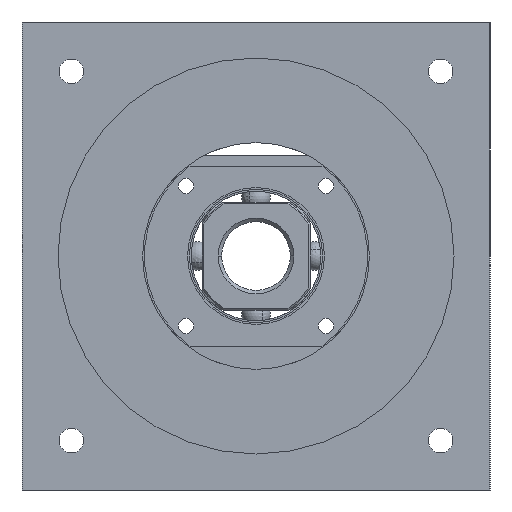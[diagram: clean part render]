
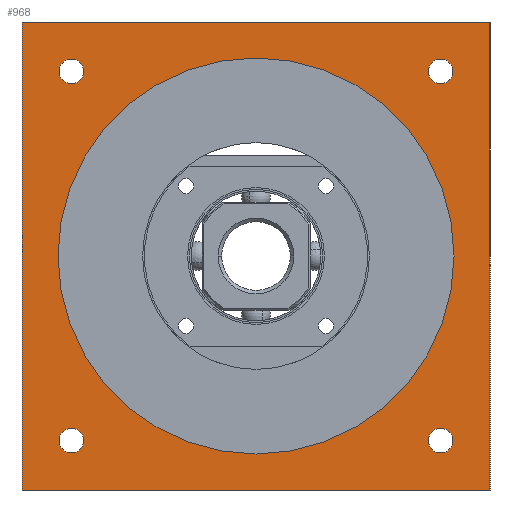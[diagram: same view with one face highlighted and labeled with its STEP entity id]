
A CAD part, left-side view. The second image highlights one B-rep face of the part: STEP entity #968.
In plain terms, the highlighted planar face has unit normal (-1, 0, 0).
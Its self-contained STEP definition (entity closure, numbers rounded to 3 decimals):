
#559=CARTESIAN_POINT('Vertex',(0.,65.,65.)) ;
#564=CARTESIAN_POINT('Line Origine',(0.,0.,65.)) ;
#568=CARTESIAN_POINT('Vertex',(0.,-65.,65.)) ;
#836=CARTESIAN_POINT('Line Origine',(0.,-65.,0.)) ;
#840=CARTESIAN_POINT('Vertex',(0.,-65.,-65.)) ;
#855=CARTESIAN_POINT('Axis2P3D Location',(0.,0.,0.)) ;
#860=CARTESIAN_POINT('Line Origine',(0.,65.,0.)) ;
#864=CARTESIAN_POINT('Vertex',(0.,65.,-65.)) ;
#867=CARTESIAN_POINT('Line Origine',(0.,0.,-65.)) ;
#878=CARTESIAN_POINT('Axis2P3D Location',(0.,-51.265,51.265)) ;
#882=CARTESIAN_POINT('Vertex',(0.,-47.865,51.265)) ;
#884=CARTESIAN_POINT('Vertex',(0.,-54.665,51.265)) ;
#887=CARTESIAN_POINT('Axis2P3D Location',(0.,-51.265,51.265)) ;
#896=CARTESIAN_POINT('Axis2P3D Location',(0.,0.,0.)) ;
#900=CARTESIAN_POINT('Vertex',(0.,55.,0.)) ;
#902=CARTESIAN_POINT('Vertex',(0.,-55.,0.)) ;
#905=CARTESIAN_POINT('Axis2P3D Location',(0.,0.,0.)) ;
#914=CARTESIAN_POINT('Axis2P3D Location',(0.,51.265,51.265)) ;
#918=CARTESIAN_POINT('Vertex',(0.,51.265,47.865)) ;
#920=CARTESIAN_POINT('Vertex',(0.,51.265,54.665)) ;
#923=CARTESIAN_POINT('Axis2P3D Location',(0.,51.265,51.265)) ;
#932=CARTESIAN_POINT('Axis2P3D Location',(0.,51.265,-51.265)) ;
#936=CARTESIAN_POINT('Vertex',(0.,47.865,-51.265)) ;
#938=CARTESIAN_POINT('Vertex',(0.,54.665,-51.265)) ;
#941=CARTESIAN_POINT('Axis2P3D Location',(0.,51.265,-51.265)) ;
#950=CARTESIAN_POINT('Axis2P3D Location',(0.,-51.265,-51.265)) ;
#954=CARTESIAN_POINT('Vertex',(0.,-51.265,-47.865)) ;
#956=CARTESIAN_POINT('Vertex',(0.,-51.265,-54.665)) ;
#959=CARTESIAN_POINT('Axis2P3D Location',(0.,-51.265,-51.265)) ;
#565=DIRECTION('Vector Direction',(0.,1.,0.)) ;
#837=DIRECTION('Vector Direction',(0.,0.,-1.)) ;
#856=DIRECTION('Axis2P3D Direction',(1.,0.,0.)) ;
#857=DIRECTION('Axis2P3D XDirection',(0.,1.,0.)) ;
#861=DIRECTION('Vector Direction',(0.,0.,1.)) ;
#868=DIRECTION('Vector Direction',(0.,-1.,0.)) ;
#879=DIRECTION('Axis2P3D Direction',(1.,0.,0.)) ;
#888=DIRECTION('Axis2P3D Direction',(1.,0.,0.)) ;
#897=DIRECTION('Axis2P3D Direction',(1.,0.,0.)) ;
#906=DIRECTION('Axis2P3D Direction',(1.,0.,0.)) ;
#915=DIRECTION('Axis2P3D Direction',(1.,0.,0.)) ;
#924=DIRECTION('Axis2P3D Direction',(1.,0.,0.)) ;
#933=DIRECTION('Axis2P3D Direction',(1.,0.,0.)) ;
#942=DIRECTION('Axis2P3D Direction',(1.,0.,0.)) ;
#951=DIRECTION('Axis2P3D Direction',(1.,0.,0.)) ;
#960=DIRECTION('Axis2P3D Direction',(1.,0.,0.)) ;
#858=AXIS2_PLACEMENT_3D('Plane Axis2P3D',#855,#856,#857) ;
#880=AXIS2_PLACEMENT_3D('Circle Axis2P3D',#878,#879,$) ;
#889=AXIS2_PLACEMENT_3D('Circle Axis2P3D',#887,#888,$) ;
#898=AXIS2_PLACEMENT_3D('Circle Axis2P3D',#896,#897,$) ;
#907=AXIS2_PLACEMENT_3D('Circle Axis2P3D',#905,#906,$) ;
#916=AXIS2_PLACEMENT_3D('Circle Axis2P3D',#914,#915,$) ;
#925=AXIS2_PLACEMENT_3D('Circle Axis2P3D',#923,#924,$) ;
#934=AXIS2_PLACEMENT_3D('Circle Axis2P3D',#932,#933,$) ;
#943=AXIS2_PLACEMENT_3D('Circle Axis2P3D',#941,#942,$) ;
#952=AXIS2_PLACEMENT_3D('Circle Axis2P3D',#950,#951,$) ;
#961=AXIS2_PLACEMENT_3D('Circle Axis2P3D',#959,#960,$) ;
#873=ORIENTED_EDGE('',*,*,#570,.F.) ;
#874=ORIENTED_EDGE('',*,*,#866,.F.) ;
#875=ORIENTED_EDGE('',*,*,#871,.F.) ;
#876=ORIENTED_EDGE('',*,*,#842,.F.) ;
#893=ORIENTED_EDGE('',*,*,#886,.F.) ;
#894=ORIENTED_EDGE('',*,*,#891,.F.) ;
#911=ORIENTED_EDGE('',*,*,#904,.F.) ;
#912=ORIENTED_EDGE('',*,*,#909,.F.) ;
#929=ORIENTED_EDGE('',*,*,#922,.F.) ;
#930=ORIENTED_EDGE('',*,*,#927,.F.) ;
#947=ORIENTED_EDGE('',*,*,#940,.F.) ;
#948=ORIENTED_EDGE('',*,*,#945,.F.) ;
#965=ORIENTED_EDGE('',*,*,#958,.F.) ;
#966=ORIENTED_EDGE('',*,*,#963,.F.) ;
#895=FACE_BOUND('',#892,.T.) ;
#913=FACE_BOUND('',#910,.T.) ;
#931=FACE_BOUND('',#928,.T.) ;
#949=FACE_BOUND('',#946,.T.) ;
#967=FACE_BOUND('',#964,.T.) ;
#566=VECTOR('Line Direction',#565,1.) ;
#838=VECTOR('Line Direction',#837,1.) ;
#862=VECTOR('Line Direction',#861,1.) ;
#869=VECTOR('Line Direction',#868,1.) ;
#968=ADVANCED_FACE('\X2\96F64EF651E04F554F53\X0\',(#877,#895,#913,#931,#949,#967),#859,.F.) ;
#881=CIRCLE('generated circle',#880,3.4) ;
#890=CIRCLE('generated circle',#889,3.4) ;
#899=CIRCLE('generated circle',#898,55.) ;
#908=CIRCLE('generated circle',#907,55.) ;
#917=CIRCLE('generated circle',#916,3.4) ;
#926=CIRCLE('generated circle',#925,3.4) ;
#935=CIRCLE('generated circle',#934,3.4) ;
#944=CIRCLE('generated circle',#943,3.4) ;
#953=CIRCLE('generated circle',#952,3.4) ;
#962=CIRCLE('generated circle',#961,3.4) ;
#570=EDGE_CURVE('',#560,#569,#567,.F.) ;
#842=EDGE_CURVE('',#569,#841,#839,.T.) ;
#866=EDGE_CURVE('',#865,#560,#863,.T.) ;
#871=EDGE_CURVE('',#841,#865,#870,.F.) ;
#886=EDGE_CURVE('',#883,#885,#881,.F.) ;
#891=EDGE_CURVE('',#885,#883,#890,.F.) ;
#904=EDGE_CURVE('',#901,#903,#899,.F.) ;
#909=EDGE_CURVE('',#903,#901,#908,.F.) ;
#922=EDGE_CURVE('',#919,#921,#917,.F.) ;
#927=EDGE_CURVE('',#921,#919,#926,.F.) ;
#940=EDGE_CURVE('',#937,#939,#935,.F.) ;
#945=EDGE_CURVE('',#939,#937,#944,.F.) ;
#958=EDGE_CURVE('',#955,#957,#953,.F.) ;
#963=EDGE_CURVE('',#957,#955,#962,.F.) ;
#872=EDGE_LOOP('',(#873,#874,#875,#876)) ;
#892=EDGE_LOOP('',(#893,#894)) ;
#910=EDGE_LOOP('',(#911,#912)) ;
#928=EDGE_LOOP('',(#929,#930)) ;
#946=EDGE_LOOP('',(#947,#948)) ;
#964=EDGE_LOOP('',(#965,#966)) ;
#877=FACE_OUTER_BOUND('',#872,.T.) ;
#567=LINE('Line',#564,#566) ;
#839=LINE('Line',#836,#838) ;
#863=LINE('Line',#860,#862) ;
#870=LINE('Line',#867,#869) ;
#859=PLANE('Plane',#858) ;
#560=VERTEX_POINT('',#559) ;
#569=VERTEX_POINT('',#568) ;
#841=VERTEX_POINT('',#840) ;
#865=VERTEX_POINT('',#864) ;
#883=VERTEX_POINT('',#882) ;
#885=VERTEX_POINT('',#884) ;
#901=VERTEX_POINT('',#900) ;
#903=VERTEX_POINT('',#902) ;
#919=VERTEX_POINT('',#918) ;
#921=VERTEX_POINT('',#920) ;
#937=VERTEX_POINT('',#936) ;
#939=VERTEX_POINT('',#938) ;
#955=VERTEX_POINT('',#954) ;
#957=VERTEX_POINT('',#956) ;
